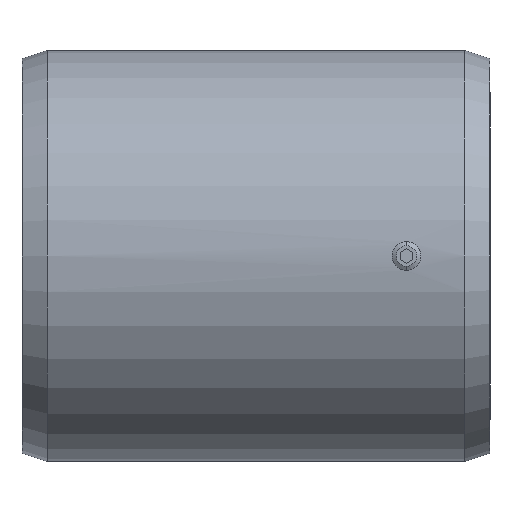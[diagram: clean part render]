
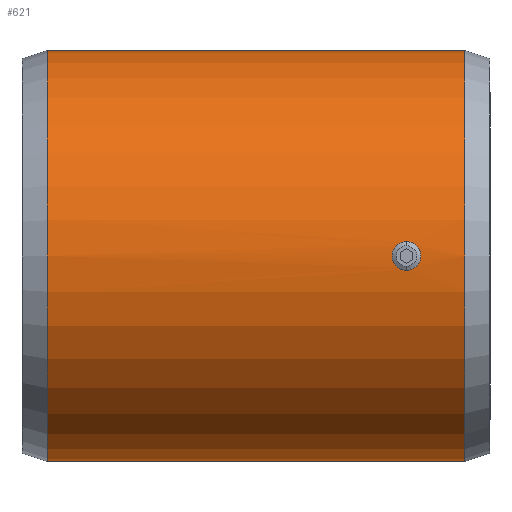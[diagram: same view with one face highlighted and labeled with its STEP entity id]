
A CAD part, front view. The second image highlights one B-rep face of the part: STEP entity #621.
In plain terms, the highlighted cylindrical face has radius 24.606 mm (diameter 49.213 mm), a partial arc.
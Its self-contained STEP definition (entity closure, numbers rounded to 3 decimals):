
#6 = FACE_OUTER_BOUND ( 'NONE', #1324, .T. ) ;
#38 = CARTESIAN_POINT ( 'NONE',  ( 18.766, -24.557, -1.552 ) ) ;
#45 = CARTESIAN_POINT ( 'NONE',  ( 19.553, -24.595, -0.764 ) ) ;
#74 = CARTESIAN_POINT ( 'NONE',  ( 19.682, -24.603, 0.454 ) ) ;
#78 = CARTESIAN_POINT ( 'NONE',  ( 16.284, -24.605, 0.226 ) ) ;
#86 = CARTESIAN_POINT ( 'NONE',  ( 16.858, -24.572, 1.301 ) ) ;
#165 = CARTESIAN_POINT ( 'NONE',  ( 18.226, -24.546, 1.716 ) ) ;
#173 = CARTESIAN_POINT ( 'NONE',  ( 18.447, -24.549, 1.672 ) ) ;
#184 = CARTESIAN_POINT ( 'NONE',  ( 18., -24.546, 1.727 ) ) ;
#207 = DIRECTION ( 'NONE',  ( 0., 0., 1. ) ) ;
#227 = CARTESIAN_POINT ( 'NONE',  ( 25., 0., 0. ) ) ;
#234 = AXIS2_PLACEMENT_3D ( 'NONE', #888, #591, #994 ) ;
#244 = CARTESIAN_POINT ( 'NONE',  ( 19.142, -24.572, -1.301 ) ) ;
#268 = CARTESIAN_POINT ( 'NONE',  ( 18.865, -24.561, 1.499 ) ) ;
#280 = CARTESIAN_POINT ( 'NONE',  ( 16.858, -24.572, -1.301 ) ) ;
#282 = CARTESIAN_POINT ( 'NONE',  ( 18.114, -24.546, 1.727 ) ) ;
#286 = CARTESIAN_POINT ( 'NONE',  ( 17.443, -24.552, -1.639 ) ) ;
#292 = CARTESIAN_POINT ( 'NONE',  ( 17.135, -24.561, -1.499 ) ) ;
#312 = DIRECTION ( 'NONE',  ( 0., 0., 1. ) ) ;
#340 = CARTESIAN_POINT ( 'NONE',  ( 19.374, -24.584, -1.053 ) ) ;
#341 = DIRECTION ( 'NONE',  ( -1., 0., 0. ) ) ;
#367 = ORIENTED_EDGE ( 'NONE', *, *, #1096, .T. ) ;
#373 = CARTESIAN_POINT ( 'NONE',  ( 19.303, -24.58, -1.14 ) ) ;
#379 = CARTESIAN_POINT ( 'NONE',  ( 18.228, -24.546, -1.727 ) ) ;
#386 = VERTEX_POINT ( 'NONE', #975 ) ;
#390 = CARTESIAN_POINT ( 'NONE',  ( 16.501, -24.591, 0.865 ) ) ;
#401 = CARTESIAN_POINT ( 'NONE',  ( 17.547, -24.549, 1.682 ) ) ;
#430 = VECTOR ( 'NONE', #1286, 1000. ) ;
#445 = CARTESIAN_POINT ( 'NONE',  ( 19.672, -24.602, -0.447 ) ) ;
#471 = CARTESIAN_POINT ( 'NONE',  ( 19.053, -24.568, 1.374 ) ) ;
#477 = LINE ( 'NONE', #962, #430 ) ;
#480 = CARTESIAN_POINT ( 'NONE',  ( 19.727, -24.606, 0.227 ) ) ;
#489 = CARTESIAN_POINT ( 'NONE',  ( 16.361, -24.6, 0.555 ) ) ;
#492 = CARTESIAN_POINT ( 'NONE',  ( 18., -24.546, 1.727 ) ) ;
#499 = CIRCLE ( 'NONE', #686, 24.606 ) ;
#505 = CARTESIAN_POINT ( 'NONE',  ( 16.318, -24.603, -0.454 ) ) ;
#509 = CARTESIAN_POINT ( 'NONE',  ( 18., -24.546, -1.727 ) ) ;
#510 = CARTESIAN_POINT ( 'NONE',  ( 16.273, -24.606, 0.111 ) ) ;
#551 = CARTESIAN_POINT ( 'NONE',  ( 19.716, -24.605, -0.226 ) ) ;
#568 = EDGE_CURVE ( 'NONE', #992, #386, #1275, .T. ) ;
#584 = CIRCLE ( 'NONE', #234, 24.606 ) ;
#591 = DIRECTION ( 'NONE',  ( 1., 0., 0. ) ) ;
#598 = CARTESIAN_POINT ( 'NONE',  ( 16.491, -24.592, -0.869 ) ) ;
#608 = CARTESIAN_POINT ( 'NONE',  ( 17.886, -24.546, -1.727 ) ) ;
#612 = CARTESIAN_POINT ( 'NONE',  ( 17.234, -24.557, -1.552 ) ) ;
#615 = VERTEX_POINT ( 'NONE', #644 ) ;
#621 = ADVANCED_FACE ( 'NONE', ( #6, #1040 ), #1232, .T. ) ;
#644 = CARTESIAN_POINT ( 'NONE',  ( 25., 0., 24.606 ) ) ;
#656 = CARTESIAN_POINT ( 'NONE',  ( 19.639, -24.6, -0.555 ) ) ;
#665 = AXIS2_PLACEMENT_3D ( 'NONE', #1258, #341, #312 ) ;
#678 = CARTESIAN_POINT ( 'NONE',  ( 19.381, -24.584, 1.062 ) ) ;
#683 = CARTESIAN_POINT ( 'NONE',  ( 18.557, -24.552, 1.639 ) ) ;
#686 = AXIS2_PLACEMENT_3D ( 'NONE', #227, #1150, #207 ) ;
#687 = CARTESIAN_POINT ( 'NONE',  ( 16.328, -24.602, 0.447 ) ) ;
#692 = CARTESIAN_POINT ( 'NONE',  ( 25., 0., -24.606 ) ) ;
#693 = CARTESIAN_POINT ( 'NONE',  ( 16.697, -24.58, 1.14 ) ) ;
#708 = EDGE_CURVE ( 'NONE', #615, #879, #837, .T. ) ;
#711 = CARTESIAN_POINT ( 'NONE',  ( -25., 0., -24.606 ) ) ;
#736 = ORIENTED_EDGE ( 'NONE', *, *, #963, .T. ) ;
#737 = ORIENTED_EDGE ( 'NONE', *, *, #568, .T. ) ;
#757 = EDGE_CURVE ( 'NONE', #935, #1142, #477, .T. ) ;
#776 = ORIENTED_EDGE ( 'NONE', *, *, #1233, .T. ) ;
#786 = CARTESIAN_POINT ( 'NONE',  ( 18., -24.546, -1.727 ) ) ;
#811 = CARTESIAN_POINT ( 'NONE',  ( 16.626, -24.584, 1.053 ) ) ;
#837 = LINE ( 'NONE', #1034, #1047 ) ;
#848 = CARTESIAN_POINT ( 'NONE',  ( 18.867, -24.561, -1.498 ) ) ;
#879 = VERTEX_POINT ( 'NONE', #1076 ) ;
#880 = CARTESIAN_POINT ( 'NONE',  ( 19.727, -24.606, -0.111 ) ) ;
#888 = CARTESIAN_POINT ( 'NONE',  ( -25., 0., 0. ) ) ;
#911 = CARTESIAN_POINT ( 'NONE',  ( 17.774, -24.546, -1.716 ) ) ;
#935 = VERTEX_POINT ( 'NONE', #692 ) ;
#959 = EDGE_LOOP ( 'NONE', ( #737, #776 ) ) ;
#962 = CARTESIAN_POINT ( 'NONE',  ( 28., 0., -24.606 ) ) ;
#963 = EDGE_CURVE ( 'NONE', #879, #1142, #584, .T. ) ;
#975 = CARTESIAN_POINT ( 'NONE',  ( 18., -24.546, 1.727 ) ) ;
#992 = VERTEX_POINT ( 'NONE', #509 ) ;
#994 = DIRECTION ( 'NONE',  ( 0., 0., 1. ) ) ;
#1007 = CARTESIAN_POINT ( 'NONE',  ( 17.553, -24.549, -1.672 ) ) ;
#1034 = CARTESIAN_POINT ( 'NONE',  ( 28., 0., 24.606 ) ) ;
#1040 = FACE_BOUND ( 'NONE', #959, .T. ) ;
#1047 = VECTOR ( 'NONE', #1252, 1000. ) ;
#1061 = CARTESIAN_POINT ( 'NONE',  ( 19.142, -24.572, 1.301 ) ) ;
#1065 = ORIENTED_EDGE ( 'NONE', *, *, #757, .F. ) ;
#1076 = CARTESIAN_POINT ( 'NONE',  ( -25., 0., 24.606 ) ) ;
#1096 = EDGE_CURVE ( 'NONE', #935, #615, #499, .T. ) ;
#1104 = CARTESIAN_POINT ( 'NONE',  ( 17.133, -24.561, 1.498 ) ) ;
#1119 = CARTESIAN_POINT ( 'NONE',  ( 16.947, -24.568, -1.374 ) ) ;
#1124 = CARTESIAN_POINT ( 'NONE',  ( 17.772, -24.546, 1.727 ) ) ;
#1128 = ORIENTED_EDGE ( 'NONE', *, *, #708, .T. ) ;
#1142 = VERTEX_POINT ( 'NONE', #711 ) ;
#1150 = DIRECTION ( 'NONE',  ( -1., 0., 0. ) ) ;
#1189 = CARTESIAN_POINT ( 'NONE',  ( 18.766, -24.557, 1.552 ) ) ;
#1195 = CARTESIAN_POINT ( 'NONE',  ( 19.509, -24.592, 0.869 ) ) ;
#1206 = CARTESIAN_POINT ( 'NONE',  ( 18., -24.546, -1.727 ) ) ;
#1225 = B_SPLINE_CURVE_WITH_KNOTS ( 'NONE', 3,
 ( #492, #282, #165, #173, #683, #1189, #268, #471, #1061, #678, #1195, #74, #480, #880, #551, #445, #656, #45, #1256, #340, #373, #244, #1297, #848, #38, #1290, #379, #786 ),
 .UNSPECIFIED., .F., .F.,
 ( 4, 2, 2, 2, 2, 2, 2, 2, 2, 2, 2, 2, 2, 4 ),
 ( 0.005, 0.006, 0.006, 0.006, 0.007, 0.007, 0.008, 0.008, 0.009, 0.009, 0.009, 0.01, 0.01, 0.011 ),
 .UNSPECIFIED. ) ;
#1226 = CARTESIAN_POINT ( 'NONE',  ( 16.946, -24.568, 1.373 ) ) ;
#1232 = CYLINDRICAL_SURFACE ( 'NONE', #665, 24.606 ) ;
#1233 = EDGE_CURVE ( 'NONE', #386, #992, #1225, .T. ) ;
#1252 = DIRECTION ( 'NONE',  ( -1., 0., 0. ) ) ;
#1256 = CARTESIAN_POINT ( 'NONE',  ( 19.499, -24.591, -0.865 ) ) ;
#1258 = CARTESIAN_POINT ( 'NONE',  ( 28., 0., 0. ) ) ;
#1275 = B_SPLINE_CURVE_WITH_KNOTS ( 'NONE', 3,
 ( #1206, #608, #911, #1007, #286, #612, #292, #1119, #280, #1315, #598, #505, #1307, #510, #78, #687, #489, #1300, #390, #811, #693, #86, #1226, #1104, #1321, #401, #1124, #184 ),
 .UNSPECIFIED., .F., .F.,
 ( 4, 2, 2, 2, 2, 2, 2, 2, 2, 2, 2, 2, 2, 4 ),
 ( 0., 0., 0.001, 0.001, 0.001, 0.002, 0.003, 0.003, 0.003, 0.004, 0.004, 0.004, 0.005, 0.005 ),
 .UNSPECIFIED. ) ;
#1286 = DIRECTION ( 'NONE',  ( -1., 0., 0. ) ) ;
#1290 = CARTESIAN_POINT ( 'NONE',  ( 18.453, -24.549, -1.682 ) ) ;
#1297 = CARTESIAN_POINT ( 'NONE',  ( 19.054, -24.568, -1.373 ) ) ;
#1300 = CARTESIAN_POINT ( 'NONE',  ( 16.447, -24.595, 0.764 ) ) ;
#1307 = CARTESIAN_POINT ( 'NONE',  ( 16.273, -24.606, -0.227 ) ) ;
#1315 = CARTESIAN_POINT ( 'NONE',  ( 16.619, -24.584, -1.062 ) ) ;
#1321 = CARTESIAN_POINT ( 'NONE',  ( 17.234, -24.557, 1.552 ) ) ;
#1324 = EDGE_LOOP ( 'NONE', ( #1065, #367, #1128, #736 ) ) ;
